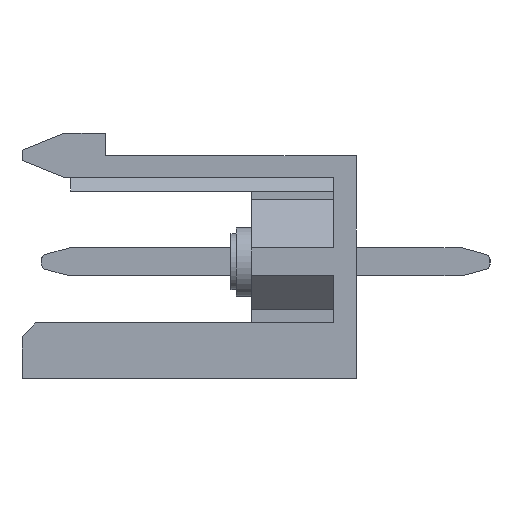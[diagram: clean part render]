
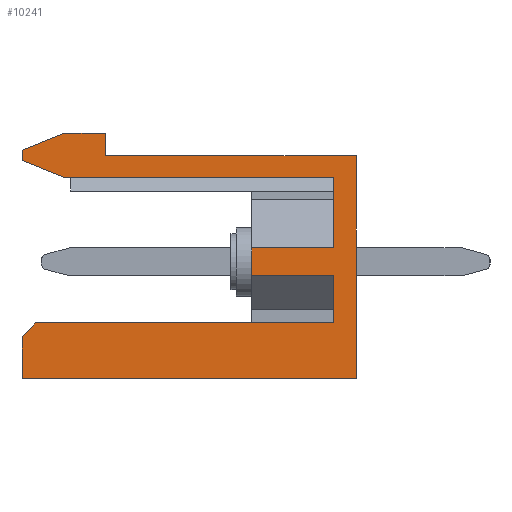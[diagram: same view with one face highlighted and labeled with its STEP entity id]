
A CAD part, left-side view. The second image highlights one B-rep face of the part: STEP entity #10241.
In plain terms, the highlighted planar face has unit normal (-1, 0, 0).
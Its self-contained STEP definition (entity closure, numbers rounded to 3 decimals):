
#76 = ORIENTED_EDGE ( 'NONE', *, *, #26403, .F. ) ;
#244 = ORIENTED_EDGE ( 'NONE', *, *, #5250, .F. ) ;
#290 = ORIENTED_EDGE ( 'NONE', *, *, #11927, .F. ) ;
#405 = DIRECTION ( 'NONE',  ( 0., 0.928, 0.371 ) ) ;
#445 = ORIENTED_EDGE ( 'NONE', *, *, #22488, .F. ) ;
#688 = ORIENTED_EDGE ( 'NONE', *, *, #18211, .F. ) ;
#742 = ORIENTED_EDGE ( 'NONE', *, *, #8939, .F. ) ;
#915 = ORIENTED_EDGE ( 'NONE', *, *, #10196, .F. ) ;
#961 = ORIENTED_EDGE ( 'NONE', *, *, #17287, .T. ) ;
#977 = VERTEX_POINT ( 'NONE', #3332 ) ;
#1114 = VECTOR ( 'NONE', #13511, 1000. ) ;
#1215 = ORIENTED_EDGE ( 'NONE', *, *, #8824, .T. ) ;
#1534 = ORIENTED_EDGE ( 'NONE', *, *, #2101, .F. ) ;
#1594 = CARTESIAN_POINT ( 'NONE',  ( 0., 0.8, -0.77 ) ) ;
#1792 = LINE ( 'NONE', #13676, #1114 ) ;
#1898 = LINE ( 'NONE', #11147, #19445 ) ;
#2101 = EDGE_CURVE ( 'NONE', #27059, #25476, #13091, .T. ) ;
#2247 = VECTOR ( 'NONE', #12542, 1000. ) ;
#2294 = EDGE_CURVE ( 'NONE', #16381, #4909, #24370, .T. ) ;
#2505 = VERTEX_POINT ( 'NONE', #13843 ) ;
#2527 = LINE ( 'NONE', #19298, #13270 ) ;
#2534 = LINE ( 'NONE', #12966, #13281 ) ;
#2742 = DIRECTION ( 'NONE',  ( 0., -1., 0. ) ) ;
#2842 = CARTESIAN_POINT ( 'NONE',  ( 0., 0.8, -3.31 ) ) ;
#3111 = VECTOR ( 'NONE', #3262, 1000. ) ;
#3262 = DIRECTION ( 'NONE',  ( 0., -1., 0. ) ) ;
#3332 = CARTESIAN_POINT ( 'NONE',  ( 0., 0., -8. ) ) ;
#3767 = LINE ( 'NONE', #7216, #17083 ) ;
#4220 = VECTOR ( 'NONE', #12150, 1000. ) ;
#4307 = DIRECTION ( 'NONE',  ( 0., 0., -1. ) ) ;
#4716 = VERTEX_POINT ( 'NONE', #24665 ) ;
#4909 = VERTEX_POINT ( 'NONE', #20122 ) ;
#4933 = VERTEX_POINT ( 'NONE', #19710 ) ;
#5250 = EDGE_CURVE ( 'NONE', #25725, #16035, #3767, .T. ) ;
#5416 = VERTEX_POINT ( 'NONE', #26811 ) ;
#5906 = LINE ( 'NONE', #14611, #10978 ) ;
#6089 = VECTOR ( 'NONE', #19184, 1000. ) ;
#6192 = FACE_OUTER_BOUND ( 'NONE', #17527, .T. ) ;
#6483 = CARTESIAN_POINT ( 'NONE',  ( 0., 12., -8. ) ) ;
#6994 = CARTESIAN_POINT ( 'NONE',  ( 0., 10.5, 0.8 ) ) ;
#7013 = DIRECTION ( 'NONE',  ( 0., -0.928, 0.371 ) ) ;
#7048 = VECTOR ( 'NONE', #18839, 1000. ) ;
#7216 = CARTESIAN_POINT ( 'NONE',  ( 0., 10.5, 0.8 ) ) ;
#7558 = VERTEX_POINT ( 'NONE', #15164 ) ;
#7961 = LINE ( 'NONE', #22822, #2247 ) ;
#8166 = LINE ( 'NONE', #18096, #3111 ) ;
#8564 = CARTESIAN_POINT ( 'NONE',  ( 0., 12., 0.2 ) ) ;
#8625 = CARTESIAN_POINT ( 'NONE',  ( 0., 9.01, 0.8 ) ) ;
#8824 = EDGE_CURVE ( 'NONE', #5416, #25476, #5906, .T. ) ;
#8939 = EDGE_CURVE ( 'NONE', #22584, #7558, #2534, .T. ) ;
#9083 = VECTOR ( 'NONE', #2742, 1000. ) ;
#9708 = CARTESIAN_POINT ( 'NONE',  ( 0., 0.8, -4.31 ) ) ;
#10196 = EDGE_CURVE ( 'NONE', #23980, #22584, #1792, .T. ) ;
#10241 = ADVANCED_FACE ( 'NONE', ( #6192 ), #13412, .F. ) ;
#10623 = LINE ( 'NONE', #26549, #4220 ) ;
#10978 = VECTOR ( 'NONE', #14552, 1000. ) ;
#11147 = CARTESIAN_POINT ( 'NONE',  ( 0., 12., -0.17 ) ) ;
#11260 = VERTEX_POINT ( 'NONE', #6483 ) ;
#11927 = EDGE_CURVE ( 'NONE', #15682, #25725, #17350, .T. ) ;
#12008 = EDGE_CURVE ( 'NONE', #4716, #977, #26298, .T. ) ;
#12150 = DIRECTION ( 'NONE',  ( 0., 0.707, -0.707 ) ) ;
#12490 = CARTESIAN_POINT ( 'NONE',  ( 0., 3.75, -3.31 ) ) ;
#12542 = DIRECTION ( 'NONE',  ( 0., -1., 0. ) ) ;
#12625 = DIRECTION ( 'NONE',  ( 0., 0., -1. ) ) ;
#12663 = DIRECTION ( 'NONE',  ( 1., 0., 0. ) ) ;
#12694 = CARTESIAN_POINT ( 'NONE',  ( 0., 0., 0. ) ) ;
#12754 = LINE ( 'NONE', #26884, #7048 ) ;
#12825 = DIRECTION ( 'NONE',  ( 0., 0., 1. ) ) ;
#12966 = CARTESIAN_POINT ( 'NONE',  ( 0., 0.8, -0.77 ) ) ;
#13091 = LINE ( 'NONE', #1594, #23418 ) ;
#13141 = LINE ( 'NONE', #25519, #24744 ) ;
#13187 = DIRECTION ( 'NONE',  ( 0., 1., 0. ) ) ;
#13270 = VECTOR ( 'NONE', #21367, 1000. ) ;
#13281 = VECTOR ( 'NONE', #12825, 1000. ) ;
#13412 = PLANE ( 'NONE',  #13900 ) ;
#13511 = DIRECTION ( 'NONE',  ( 0., -1., 0. ) ) ;
#13537 = CARTESIAN_POINT ( 'NONE',  ( 0., 3.75, -3.31 ) ) ;
#13676 = CARTESIAN_POINT ( 'NONE',  ( 0., 3.75, -3.31 ) ) ;
#13843 = CARTESIAN_POINT ( 'NONE',  ( 0., 12., -6.5 ) ) ;
#13900 = AXIS2_PLACEMENT_3D ( 'NONE', #12694, #12663, #12625 ) ;
#14552 = DIRECTION ( 'NONE',  ( 0., -1., 0. ) ) ;
#14611 = CARTESIAN_POINT ( 'NONE',  ( 0., 3.75, -4.31 ) ) ;
#15164 = CARTESIAN_POINT ( 'NONE',  ( 0., 0.8, -0.77 ) ) ;
#15682 = VERTEX_POINT ( 'NONE', #19949 ) ;
#15829 = EDGE_CURVE ( 'NONE', #4933, #2505, #10623, .T. ) ;
#16035 = VERTEX_POINT ( 'NONE', #6994 ) ;
#16043 = VECTOR ( 'NONE', #22351, 1000. ) ;
#16381 = VERTEX_POINT ( 'NONE', #18665 ) ;
#16730 = VECTOR ( 'NONE', #21762, 1000. ) ;
#16802 = EDGE_CURVE ( 'NONE', #4909, #4716, #8166, .T. ) ;
#17083 = VECTOR ( 'NONE', #7013, 1000. ) ;
#17287 = EDGE_CURVE ( 'NONE', #23980, #5416, #18024, .T. ) ;
#17350 = LINE ( 'NONE', #19006, #6089 ) ;
#17527 = EDGE_LOOP ( 'NONE', ( #26030, #26304, #26333, #26514, #26583, #26787, #27211, #76, #244, #290, #445, #688, #742, #915, #961, #1215, #1534 ) ) ;
#18024 = LINE ( 'NONE', #13537, #16730 ) ;
#18096 = CARTESIAN_POINT ( 'NONE',  ( 0., 9.01, 0. ) ) ;
#18211 = EDGE_CURVE ( 'NONE', #7558, #22693, #13141, .T. ) ;
#18665 = CARTESIAN_POINT ( 'NONE',  ( 0., 9.01, 0.8 ) ) ;
#18839 = DIRECTION ( 'NONE',  ( 0., 0., 1. ) ) ;
#18916 = VECTOR ( 'NONE', #4307, 1000. ) ;
#19006 = CARTESIAN_POINT ( 'NONE',  ( 0., 12., -0.17 ) ) ;
#19184 = DIRECTION ( 'NONE',  ( 0., 0., 1. ) ) ;
#19284 = EDGE_CURVE ( 'NONE', #11260, #2505, #12754, .T. ) ;
#19298 = CARTESIAN_POINT ( 'NONE',  ( 0., 0., -8. ) ) ;
#19445 = VECTOR ( 'NONE', #405, 1000. ) ;
#19710 = CARTESIAN_POINT ( 'NONE',  ( 0., 11.5, -6. ) ) ;
#19949 = CARTESIAN_POINT ( 'NONE',  ( 0., 12., -0.17 ) ) ;
#20122 = CARTESIAN_POINT ( 'NONE',  ( 0., 9.01, 0. ) ) ;
#20206 = LINE ( 'NONE', #21742, #9083 ) ;
#21367 = DIRECTION ( 'NONE',  ( 0., 1., 0. ) ) ;
#21375 = EDGE_CURVE ( 'NONE', #977, #11260, #2527, .T. ) ;
#21742 = CARTESIAN_POINT ( 'NONE',  ( 0., 10.5, 0.8 ) ) ;
#21762 = DIRECTION ( 'NONE',  ( 0., 0., -1. ) ) ;
#22298 = EDGE_CURVE ( 'NONE', #4933, #27059, #7961, .T. ) ;
#22343 = CARTESIAN_POINT ( 'NONE',  ( 0., 0., 0. ) ) ;
#22351 = DIRECTION ( 'NONE',  ( 0., 0., -1. ) ) ;
#22488 = EDGE_CURVE ( 'NONE', #22693, #15682, #1898, .T. ) ;
#22584 = VERTEX_POINT ( 'NONE', #2842 ) ;
#22594 = DIRECTION ( 'NONE',  ( 0., 0., 1. ) ) ;
#22693 = VERTEX_POINT ( 'NONE', #26197 ) ;
#22822 = CARTESIAN_POINT ( 'NONE',  ( 0., 0.8, -6. ) ) ;
#23418 = VECTOR ( 'NONE', #22594, 1000. ) ;
#23943 = CARTESIAN_POINT ( 'NONE',  ( 0., 0.8, -6. ) ) ;
#23980 = VERTEX_POINT ( 'NONE', #12490 ) ;
#24370 = LINE ( 'NONE', #8625, #18916 ) ;
#24665 = CARTESIAN_POINT ( 'NONE',  ( 0., 0., 0. ) ) ;
#24744 = VECTOR ( 'NONE', #13187, 1000. ) ;
#25476 = VERTEX_POINT ( 'NONE', #9708 ) ;
#25519 = CARTESIAN_POINT ( 'NONE',  ( 0., 10.5, -0.77 ) ) ;
#25725 = VERTEX_POINT ( 'NONE', #8564 ) ;
#26030 = ORIENTED_EDGE ( 'NONE', *, *, #22298, .F. ) ;
#26197 = CARTESIAN_POINT ( 'NONE',  ( 0., 10.5, -0.77 ) ) ;
#26298 = LINE ( 'NONE', #22343, #16043 ) ;
#26304 = ORIENTED_EDGE ( 'NONE', *, *, #15829, .T. ) ;
#26333 = ORIENTED_EDGE ( 'NONE', *, *, #19284, .F. ) ;
#26403 = EDGE_CURVE ( 'NONE', #16035, #16381, #20206, .T. ) ;
#26514 = ORIENTED_EDGE ( 'NONE', *, *, #21375, .F. ) ;
#26549 = CARTESIAN_POINT ( 'NONE',  ( 0., 11.5, -6. ) ) ;
#26583 = ORIENTED_EDGE ( 'NONE', *, *, #12008, .F. ) ;
#26787 = ORIENTED_EDGE ( 'NONE', *, *, #16802, .F. ) ;
#26811 = CARTESIAN_POINT ( 'NONE',  ( 0., 3.75, -4.31 ) ) ;
#26884 = CARTESIAN_POINT ( 'NONE',  ( 0., 12., -8. ) ) ;
#27059 = VERTEX_POINT ( 'NONE', #23943 ) ;
#27211 = ORIENTED_EDGE ( 'NONE', *, *, #2294, .F. ) ;
